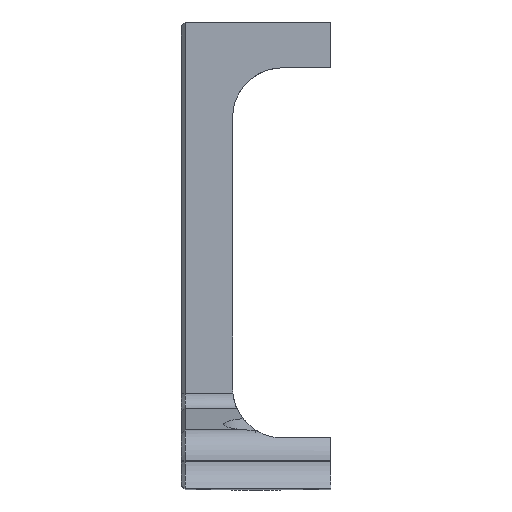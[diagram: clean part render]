
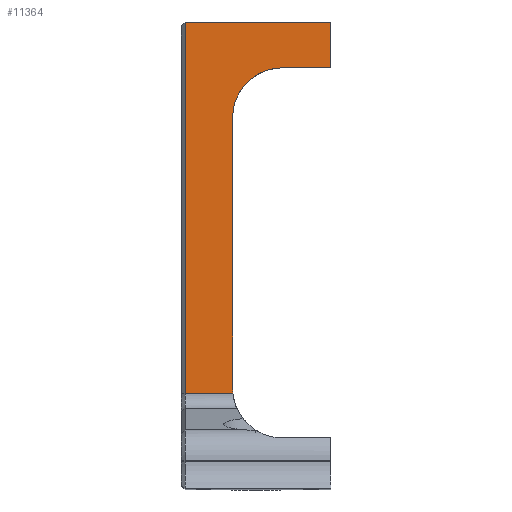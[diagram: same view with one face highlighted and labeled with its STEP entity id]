
A CAD part, left-side view. The second image highlights one B-rep face of the part: STEP entity #11364.
In plain terms, the highlighted planar face has unit normal (-1, 0, 0).
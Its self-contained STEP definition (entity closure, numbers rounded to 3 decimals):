
#1004 = EDGE_CURVE ( 'NONE', #2810, #9338, #12164, .T. ) ;
#1030 = VERTEX_POINT ( 'NONE', #1198 ) ;
#1198 = CARTESIAN_POINT ( 'NONE',  ( -72.5, -15., 23.5 ) ) ;
#1381 = VERTEX_POINT ( 'NONE', #11919 ) ;
#1511 = VERTEX_POINT ( 'NONE', #4366 ) ;
#1725 = CARTESIAN_POINT ( 'NONE',  ( -72.5, -0.4, 23.5 ) ) ;
#2057 = DIRECTION ( 'NONE',  ( -1., 0., 0. ) ) ;
#2601 = DIRECTION ( 'NONE',  ( 0., 0., 1. ) ) ;
#2635 = LINE ( 'NONE', #10629, #8542 ) ;
#2810 = VERTEX_POINT ( 'NONE', #6188 ) ;
#2862 = VECTOR ( 'NONE', #2601, 1000. ) ;
#3634 = AXIS2_PLACEMENT_3D ( 'NONE', #5621, #2057, #4411 ) ;
#4018 = CARTESIAN_POINT ( 'NONE',  ( -72.5, -0.4, -13.826 ) ) ;
#4080 = VERTEX_POINT ( 'NONE', #5223 ) ;
#4137 = ORIENTED_EDGE ( 'NONE', *, *, #14631, .T. ) ;
#4261 = EDGE_CURVE ( 'NONE', #4080, #9338, #4735, .T. ) ;
#4360 = ORIENTED_EDGE ( 'NONE', *, *, #8148, .T. ) ;
#4366 = CARTESIAN_POINT ( 'NONE',  ( -72.5, -0.4, -13.826 ) ) ;
#4411 = DIRECTION ( 'NONE',  ( 0., 0., 1. ) ) ;
#4467 = EDGE_CURVE ( 'NONE', #4080, #9707, #7972, .T. ) ;
#4735 = LINE ( 'NONE', #5868, #2862 ) ;
#4823 = AXIS2_PLACEMENT_3D ( 'NONE', #9144, #11349, #14630 ) ;
#5223 = CARTESIAN_POINT ( 'NONE',  ( -72.5, -5.143, -13.266 ) ) ;
#5621 = CARTESIAN_POINT ( 'NONE',  ( -72.5, -15., 23.5 ) ) ;
#5678 = DIRECTION ( 'NONE',  ( 0., 0., 1. ) ) ;
#5763 = PLANE ( 'NONE',  #3634 ) ;
#5868 = CARTESIAN_POINT ( 'NONE',  ( -72.5, -5.143, 23.5 ) ) ;
#6188 = CARTESIAN_POINT ( 'NONE',  ( -72.5, -10.143, 18.9 ) ) ;
#6214 = CARTESIAN_POINT ( 'NONE',  ( -72.5, -15., -13.826 ) ) ;
#6226 = CARTESIAN_POINT ( 'NONE',  ( -72.5, -15., 18.9 ) ) ;
#6372 = DIRECTION ( 'NONE',  ( 0., 0., -1. ) ) ;
#6650 = ORIENTED_EDGE ( 'NONE', *, *, #9353, .F. ) ;
#6837 = CARTESIAN_POINT ( 'NONE',  ( -72.5, -15., 23.5 ) ) ;
#7503 = CARTESIAN_POINT ( 'NONE',  ( -72.5, -5.143, 13.9 ) ) ;
#7603 = ORIENTED_EDGE ( 'NONE', *, *, #4467, .F. ) ;
#7972 = CIRCLE ( 'NONE', #4823, 5. ) ;
#8148 = EDGE_CURVE ( 'NONE', #1381, #1030, #2635, .T. ) ;
#8205 = ORIENTED_EDGE ( 'NONE', *, *, #14755, .T. ) ;
#8260 = DIRECTION ( 'NONE',  ( 0., 0., 1. ) ) ;
#8296 = LINE ( 'NONE', #6226, #10989 ) ;
#8542 = VECTOR ( 'NONE', #8260, 1000. ) ;
#8847 = EDGE_LOOP ( 'NONE', ( #7603, #10540, #12368, #8205, #4360, #4137, #13294, #6650 ) ) ;
#9029 = AXIS2_PLACEMENT_3D ( 'NONE', #10415, #11475, #5678 ) ;
#9144 = CARTESIAN_POINT ( 'NONE',  ( -72.5, -10.143, -13.266 ) ) ;
#9316 = VECTOR ( 'NONE', #10877, 1000. ) ;
#9338 = VERTEX_POINT ( 'NONE', #7503 ) ;
#9353 = EDGE_CURVE ( 'NONE', #9707, #1511, #13151, .T. ) ;
#9378 = DIRECTION ( 'NONE',  ( 0., -1., 0. ) ) ;
#9707 = VERTEX_POINT ( 'NONE', #11061 ) ;
#10009 = VECTOR ( 'NONE', #6372, 1000. ) ;
#10415 = CARTESIAN_POINT ( 'NONE',  ( -72.5, -10.143, 13.9 ) ) ;
#10540 = ORIENTED_EDGE ( 'NONE', *, *, #4261, .T. ) ;
#10629 = CARTESIAN_POINT ( 'NONE',  ( -72.5, -15., 23.5 ) ) ;
#10877 = DIRECTION ( 'NONE',  ( 0., 1., 0. ) ) ;
#10886 = VERTEX_POINT ( 'NONE', #1725 ) ;
#10989 = VECTOR ( 'NONE', #9378, 1000. ) ;
#11061 = CARTESIAN_POINT ( 'NONE',  ( -72.5, -5.175, -13.826 ) ) ;
#11349 = DIRECTION ( 'NONE',  ( -1., 0., 0. ) ) ;
#11364 = ADVANCED_FACE ( 'NONE', ( #12700 ), #5763, .T. ) ;
#11475 = DIRECTION ( 'NONE',  ( -1., 0., 0. ) ) ;
#11919 = CARTESIAN_POINT ( 'NONE',  ( -72.5, -15., 18.9 ) ) ;
#12120 = EDGE_CURVE ( 'NONE', #10886, #1511, #13006, .T. ) ;
#12164 = CIRCLE ( 'NONE', #9029, 5. ) ;
#12368 = ORIENTED_EDGE ( 'NONE', *, *, #1004, .F. ) ;
#12700 = FACE_OUTER_BOUND ( 'NONE', #8847, .T. ) ;
#12709 = LINE ( 'NONE', #6837, #14378 ) ;
#12786 = DIRECTION ( 'NONE',  ( 0., 1., 0. ) ) ;
#13006 = LINE ( 'NONE', #4018, #10009 ) ;
#13151 = LINE ( 'NONE', #6214, #9316 ) ;
#13294 = ORIENTED_EDGE ( 'NONE', *, *, #12120, .T. ) ;
#14378 = VECTOR ( 'NONE', #12786, 1000. ) ;
#14630 = DIRECTION ( 'NONE',  ( 0., 0., 1. ) ) ;
#14631 = EDGE_CURVE ( 'NONE', #1030, #10886, #12709, .T. ) ;
#14755 = EDGE_CURVE ( 'NONE', #2810, #1381, #8296, .T. ) ;
